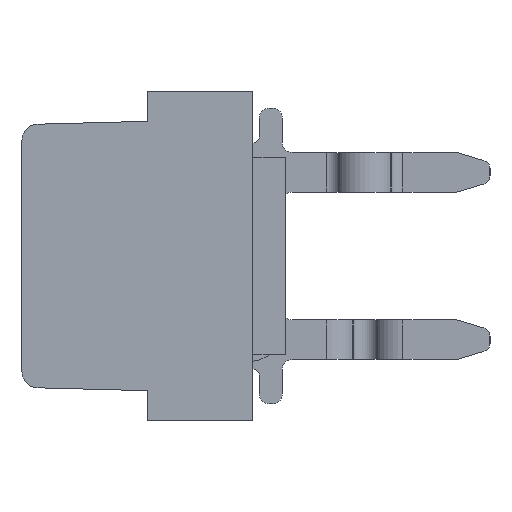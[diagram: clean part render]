
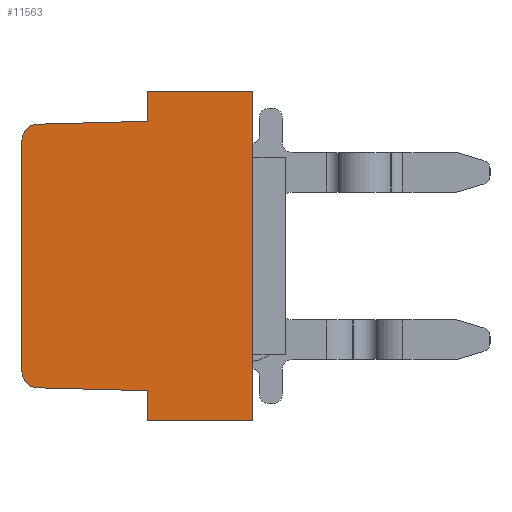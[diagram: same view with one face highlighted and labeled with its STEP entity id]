
A CAD part, left-side view. The second image highlights one B-rep face of the part: STEP entity #11563.
In plain terms, the highlighted face is planar.
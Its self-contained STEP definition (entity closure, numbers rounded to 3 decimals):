
#103=CIRCLE('',#12299,0.25);
#104=CIRCLE('',#12300,0.25);
#713=FACE_OUTER_BOUND('',#1336,.T.);
#1336=EDGE_LOOP('',(#9165,#9166,#9167,#9168,#9169,#9170,#9171,#9172,#9173,
#9174));
#1700=LINE('',#15933,#3188);
#2218=LINE('',#17046,#3706);
#2302=LINE('',#17235,#3790);
#2561=LINE('',#17951,#4049);
#2562=LINE('',#17953,#4050);
#2563=LINE('',#17955,#4051);
#2564=LINE('',#17959,#4052);
#2565=LINE('',#17962,#4053);
#3188=VECTOR('',#12807,1.);
#3706=VECTOR('',#13531,1.);
#3790=VECTOR('',#13679,1.);
#4049=VECTOR('',#14334,1.);
#4050=VECTOR('',#14335,1.);
#4051=VECTOR('',#14336,1.);
#4052=VECTOR('',#14339,1.);
#4053=VECTOR('',#14342,1.);
#4676=VERTEX_POINT('',#15930);
#4677=VERTEX_POINT('',#15932);
#5121=VERTEX_POINT('',#17045);
#5194=VERTEX_POINT('',#17233);
#5341=VERTEX_POINT('',#17950);
#5342=VERTEX_POINT('',#17952);
#5343=VERTEX_POINT('',#17954);
#5344=VERTEX_POINT('',#17956);
#5345=VERTEX_POINT('',#17958);
#5346=VERTEX_POINT('',#17960);
#5775=EDGE_CURVE('',#4676,#4677,#1700,.T.);
#6317=EDGE_CURVE('',#5121,#4677,#2218,.T.);
#6414=EDGE_CURVE('',#5194,#4676,#2302,.T.);
#6713=EDGE_CURVE('',#5341,#5121,#2561,.T.);
#6714=EDGE_CURVE('',#5342,#5194,#2562,.T.);
#6715=EDGE_CURVE('',#5342,#5343,#2563,.T.);
#6716=EDGE_CURVE('',#5343,#5344,#103,.T.);
#6717=EDGE_CURVE('',#5344,#5345,#2564,.T.);
#6718=EDGE_CURVE('',#5345,#5346,#104,.T.);
#6719=EDGE_CURVE('',#5346,#5341,#2565,.T.);
#9165=ORIENTED_EDGE('',*,*,#6713,.T.);
#9166=ORIENTED_EDGE('',*,*,#6317,.T.);
#9167=ORIENTED_EDGE('',*,*,#5775,.F.);
#9168=ORIENTED_EDGE('',*,*,#6414,.F.);
#9169=ORIENTED_EDGE('',*,*,#6714,.F.);
#9170=ORIENTED_EDGE('',*,*,#6715,.T.);
#9171=ORIENTED_EDGE('',*,*,#6716,.T.);
#9172=ORIENTED_EDGE('',*,*,#6717,.T.);
#9173=ORIENTED_EDGE('',*,*,#6718,.T.);
#9174=ORIENTED_EDGE('',*,*,#6719,.T.);
#11056=PLANE('',#12298);
#11563=ADVANCED_FACE('',(#713),#11056,.T.);
#12298=AXIS2_PLACEMENT_3D('',#17949,#14332,#14333);
#12299=AXIS2_PLACEMENT_3D('',#17957,#14337,#14338);
#12300=AXIS2_PLACEMENT_3D('',#17961,#14340,#14341);
#12807=DIRECTION('',(0.,0.,1.));
#13531=DIRECTION('',(0.,-1.,0.));
#13679=DIRECTION('',(0.,-1.,0.));
#14332=DIRECTION('center_axis',(1.,0.,0.));
#14333=DIRECTION('ref_axis',(0.,0.,-1.));
#14334=DIRECTION('',(0.,0.,1.));
#14335=DIRECTION('',(0.,0.,-1.));
#14336=DIRECTION('',(0.,1.,0.026));
#14337=DIRECTION('center_axis',(1.,0.,0.));
#14338=DIRECTION('ref_axis',(0.,0.026,-1.));
#14339=DIRECTION('',(0.,0.,1.));
#14340=DIRECTION('center_axis',(1.,0.,0.));
#14341=DIRECTION('ref_axis',(0.,1.,0.));
#14342=DIRECTION('',(0.,-1.,0.026));
#15930=CARTESIAN_POINT('',(9.793,0.,7.1));
#15932=CARTESIAN_POINT('',(9.793,0.,12.1));
#15933=CARTESIAN_POINT('',(9.793,0.,7.1));
#17045=CARTESIAN_POINT('',(9.793,1.6,12.1));
#17046=CARTESIAN_POINT('',(9.793,1.6,12.1));
#17233=CARTESIAN_POINT('',(9.793,1.6,7.1));
#17235=CARTESIAN_POINT('',(9.793,1.6,7.1));
#17949=CARTESIAN_POINT('Origin',(9.793,0.,12.1));
#17950=CARTESIAN_POINT('',(9.793,1.6,11.643));
#17951=CARTESIAN_POINT('',(9.793,1.6,11.643));
#17952=CARTESIAN_POINT('',(9.793,1.6,7.557));
#17953=CARTESIAN_POINT('',(9.793,1.6,7.557));
#17954=CARTESIAN_POINT('',(9.793,3.257,7.6));
#17955=CARTESIAN_POINT('',(9.793,1.6,7.557));
#17956=CARTESIAN_POINT('',(9.793,3.5,7.85));
#17957=CARTESIAN_POINT('Origin',(9.793,3.25,7.85));
#17958=CARTESIAN_POINT('',(9.793,3.5,11.35));
#17959=CARTESIAN_POINT('',(9.793,3.5,7.85));
#17960=CARTESIAN_POINT('',(9.793,3.257,11.6));
#17961=CARTESIAN_POINT('Origin',(9.793,3.25,11.35));
#17962=CARTESIAN_POINT('',(9.793,3.257,11.6));
